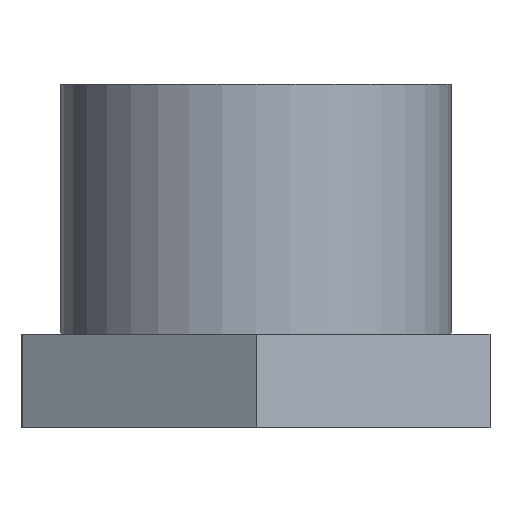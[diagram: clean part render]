
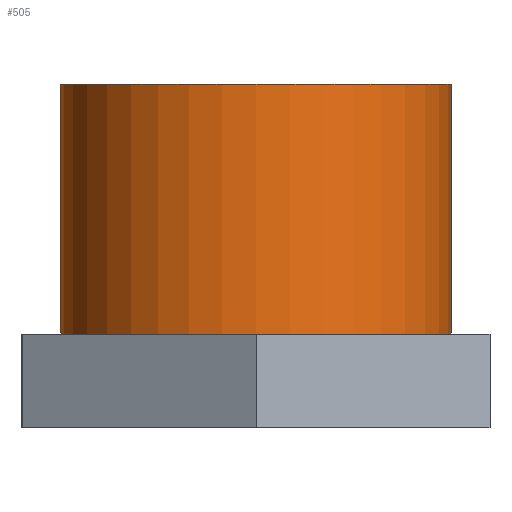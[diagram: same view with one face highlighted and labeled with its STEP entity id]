
A CAD part, front view. The second image highlights one B-rep face of the part: STEP entity #505.
In plain terms, the highlighted cylindrical face has radius 12.5 mm (diameter 25 mm), a partial arc.
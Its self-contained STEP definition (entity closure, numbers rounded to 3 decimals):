
#12 = EDGE_LOOP ( 'NONE', ( #491, #496, #494, #489 ) ) ;
#39 = DIRECTION ( 'NONE',  ( -1., 0., 0. ) ) ;
#40 = CARTESIAN_POINT ( 'NONE',  ( 0., 0., 22. ) ) ;
#41 = DIRECTION ( 'NONE',  ( 0., 0., -1. ) ) ;
#77 = AXIS2_PLACEMENT_3D ( 'NONE', #40, #41, #39 ) ;
#85 = CARTESIAN_POINT ( 'NONE',  ( -12.5, 0., 22. ) ) ;
#87 = CARTESIAN_POINT ( 'NONE',  ( 12.5, 0., 22. ) ) ;
#102 = DIRECTION ( 'NONE',  ( 1., 0., 0. ) ) ;
#103 = DIRECTION ( 'NONE',  ( 0., 0., 1. ) ) ;
#104 = CARTESIAN_POINT ( 'NONE',  ( 0., 0., 6. ) ) ;
#114 = DIRECTION ( 'NONE',  ( 0., 0., -1. ) ) ;
#121 = CARTESIAN_POINT ( 'NONE',  ( -12.5, 0., 22. ) ) ;
#130 = DIRECTION ( 'NONE',  ( 0., 0., -1. ) ) ;
#131 = CARTESIAN_POINT ( 'NONE',  ( 12.5, 0., 22. ) ) ;
#148 = DIRECTION ( 'NONE',  ( 1., 0., 0. ) ) ;
#149 = DIRECTION ( 'NONE',  ( 0., 0., 1. ) ) ;
#150 = CARTESIAN_POINT ( 'NONE',  ( 0., 0., 22. ) ) ;
#169 = CARTESIAN_POINT ( 'NONE',  ( -12.5, 0., 6. ) ) ;
#170 = CARTESIAN_POINT ( 'NONE',  ( 12.5, 0., 6. ) ) ;
#245 = VERTEX_POINT ( 'NONE', #85 ) ;
#246 = VERTEX_POINT ( 'NONE', #87 ) ;
#257 = VERTEX_POINT ( 'NONE', #170 ) ;
#258 = VERTEX_POINT ( 'NONE', #169 ) ;
#270 = CIRCLE ( 'NONE', #449, 12.5 ) ;
#292 = LINE ( 'NONE', #131, #294 ) ;
#294 = VECTOR ( 'NONE', #130, 1000. ) ;
#296 = LINE ( 'NONE', #121, #301 ) ;
#300 = CIRCLE ( 'NONE', #441, 12.5 ) ;
#301 = VECTOR ( 'NONE', #114, 1000. ) ;
#344 = FACE_OUTER_BOUND ( 'NONE', #12, .T. ) ;
#348 = CYLINDRICAL_SURFACE ( 'NONE', #77, 12.5 ) ;
#441 = AXIS2_PLACEMENT_3D ( 'NONE', #104, #103, #102 ) ;
#449 = AXIS2_PLACEMENT_3D ( 'NONE', #150, #149, #148 ) ;
#455 = EDGE_CURVE ( 'NONE', #245, #246, #270, .T. ) ;
#465 = EDGE_CURVE ( 'NONE', #246, #257, #292, .T. ) ;
#469 = EDGE_CURVE ( 'NONE', #245, #258, #296, .T. ) ;
#472 = EDGE_CURVE ( 'NONE', #258, #257, #300, .T. ) ;
#489 = ORIENTED_EDGE ( 'NONE', *, *, #472, .T. ) ;
#491 = ORIENTED_EDGE ( 'NONE', *, *, #465, .F. ) ;
#494 = ORIENTED_EDGE ( 'NONE', *, *, #469, .T. ) ;
#496 = ORIENTED_EDGE ( 'NONE', *, *, #455, .F. ) ;
#505 = ADVANCED_FACE ( 'NONE', ( #344 ), #348, .T. ) ;
